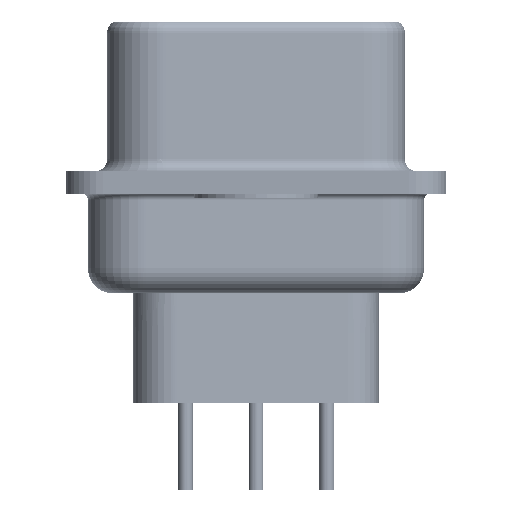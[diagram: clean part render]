
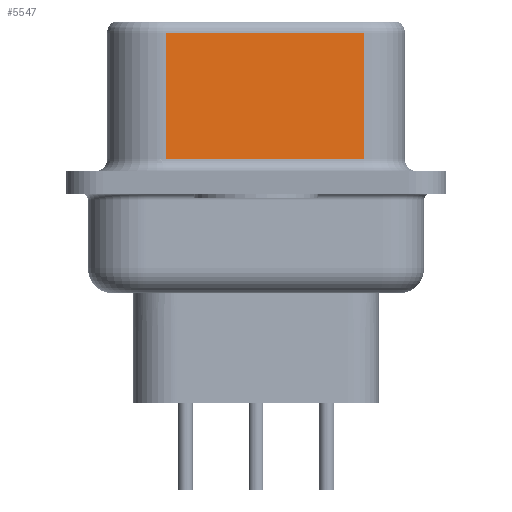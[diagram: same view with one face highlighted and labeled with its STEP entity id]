
A CAD part, left-side view. The second image highlights one B-rep face of the part: STEP entity #5547.
In plain terms, the highlighted planar face has unit normal (-0.985, -0.174, 0).
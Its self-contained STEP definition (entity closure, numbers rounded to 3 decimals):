
#621 = DIRECTION ( 'NONE',  ( 0.174, -0.985, 0. ) ) ;
#1011 = VERTEX_POINT ( 'NONE', #34214 ) ;
#1266 = DIRECTION ( 'NONE',  ( 0., 0., -1. ) ) ;
#1672 = VECTOR ( 'NONE', #1266, 1000. ) ;
#1794 = ORIENTED_EDGE ( 'NONE', *, *, #32584, .T. ) ;
#1827 = EDGE_LOOP ( 'NONE', ( #31880, #13913, #1794, #7850 ) ) ;
#1845 = CARTESIAN_POINT ( 'NONE',  ( 5.132, -4.322, 6.02 ) ) ;
#4077 = VERTEX_POINT ( 'NONE', #8669 ) ;
#5547 = ADVANCED_FACE ( 'NONE', ( #8882 ), #16998, .F. ) ;
#6635 = LINE ( 'NONE', #21704, #22496 ) ;
#6952 = AXIS2_PLACEMENT_3D ( 'NONE', #34963, #29384, #11586 ) ;
#7850 = ORIENTED_EDGE ( 'NONE', *, *, #25594, .T. ) ;
#8669 = CARTESIAN_POINT ( 'NONE',  ( 3.73, 3.628, 0.95 ) ) ;
#8882 = FACE_OUTER_BOUND ( 'NONE', #1827, .T. ) ;
#9206 = CARTESIAN_POINT ( 'NONE',  ( 5.132, -4.322, 0.95 ) ) ;
#11586 = DIRECTION ( 'NONE',  ( -0.174, 0.985, 0. ) ) ;
#12731 = LINE ( 'NONE', #30681, #1672 ) ;
#13913 = ORIENTED_EDGE ( 'NONE', *, *, #22199, .T. ) ;
#14954 = CARTESIAN_POINT ( 'NONE',  ( 5.132, -4.322, 6.02 ) ) ;
#16998 = PLANE ( 'NONE',  #6952 ) ;
#20500 = VECTOR ( 'NONE', #34143, 1000. ) ;
#21704 = CARTESIAN_POINT ( 'NONE',  ( 5.132, -4.322, 0.95 ) ) ;
#22199 = EDGE_CURVE ( 'NONE', #32388, #1011, #27969, .T. ) ;
#22496 = VECTOR ( 'NONE', #621, 1000. ) ;
#25594 = EDGE_CURVE ( 'NONE', #4077, #30779, #6635, .T. ) ;
#26137 = CARTESIAN_POINT ( 'NONE',  ( 3.73, 3.628, 6.52 ) ) ;
#27969 = LINE ( 'NONE', #1845, #20500 ) ;
#29384 = DIRECTION ( 'NONE',  ( 0.985, 0.174, 0. ) ) ;
#30681 = CARTESIAN_POINT ( 'NONE',  ( 5.132, -4.322, 6.52 ) ) ;
#30779 = VERTEX_POINT ( 'NONE', #9206 ) ;
#31880 = ORIENTED_EDGE ( 'NONE', *, *, #34659, .F. ) ;
#32388 = VERTEX_POINT ( 'NONE', #14954 ) ;
#32584 = EDGE_CURVE ( 'NONE', #1011, #4077, #38088, .T. ) ;
#33631 = VECTOR ( 'NONE', #37701, 1000. ) ;
#34143 = DIRECTION ( 'NONE',  ( -0.174, 0.985, 0. ) ) ;
#34214 = CARTESIAN_POINT ( 'NONE',  ( 3.73, 3.628, 6.02 ) ) ;
#34659 = EDGE_CURVE ( 'NONE', #32388, #30779, #12731, .T. ) ;
#34963 = CARTESIAN_POINT ( 'NONE',  ( 5.132, -4.322, 6.52 ) ) ;
#37701 = DIRECTION ( 'NONE',  ( 0., 0., -1. ) ) ;
#38088 = LINE ( 'NONE', #26137, #33631 ) ;
